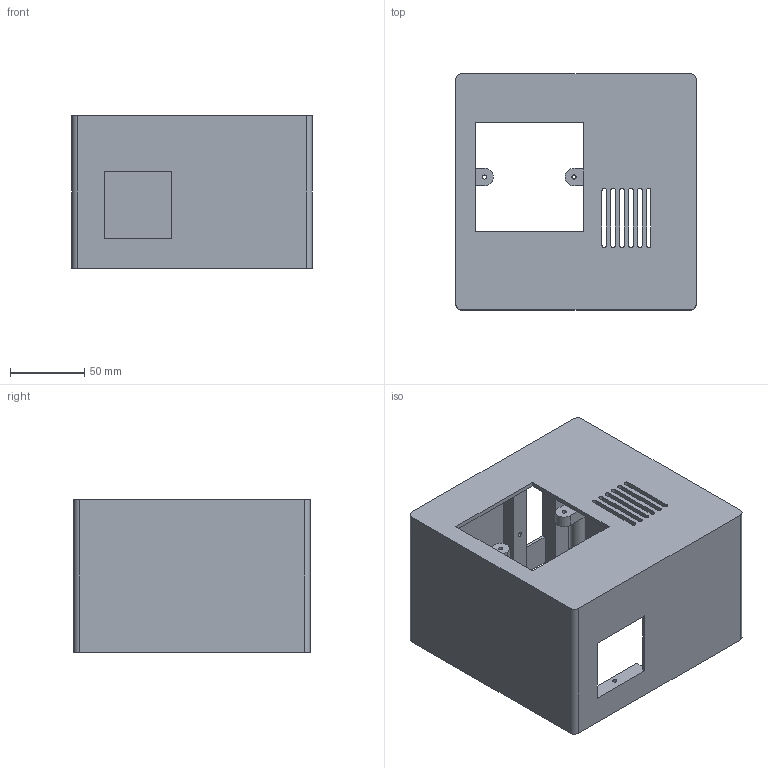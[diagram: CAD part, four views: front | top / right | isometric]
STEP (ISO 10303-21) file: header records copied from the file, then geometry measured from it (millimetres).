
FILE_DESCRIPTION(('Open CASCADE Model'),'2;1');
FILE_NAME('Open CASCADE Shape Model','2025-12-15T20:03:01',('Author'),( 'Open CASCADE'),'Open CASCADE STEP processor 7.8','build123d', 'Unknown');
FILE_SCHEMA(('AUTOMOTIVE_DESIGN { 1 0 10303 214 1 1 1 1 }'));
Length unit declared in the file: millimetre
Products named in the file (1): COMPOUND
Bounding box: 162 x 159 x 103 mm (x, y, z)
Volume: 249162.9 mm3; surface area: 175666.7 mm2
Topology: 1 solids, 1 shells, 94 faces, 269 edges, 178 vertices
Faces by surface type: plane 62, cylinder 32
Full cylindrical faces by diameter (mm): 2.8 x9
Entity records: 6633 total; most frequent: CARTESIAN_POINT 1291, DIRECTION 970, LINE 612, VECTOR 612, ORIENTED_EDGE 538, PCURVE 538, DEFINITIONAL_REPRESENTATION 538, EDGE_CURVE 269
